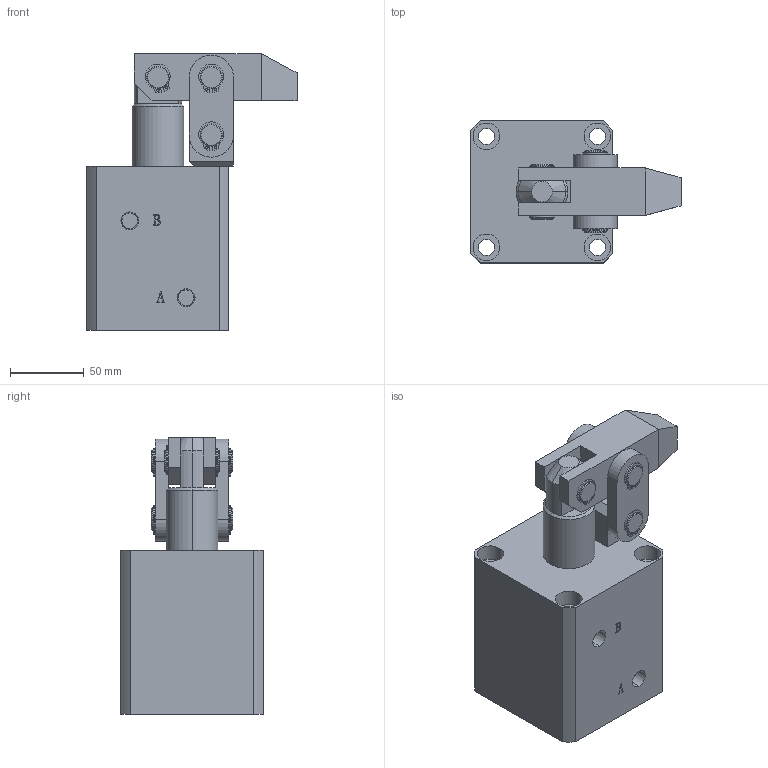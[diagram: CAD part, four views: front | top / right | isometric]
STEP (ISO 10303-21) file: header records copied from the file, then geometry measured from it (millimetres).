
FILE_DESCRIPTION (( 'STEP AP203' ), '1' );
FILE_NAME ('HLC-63.STEP', '2020-08-06T02:11:29', ( '微软用户' ), ( '微软中国' ), 'SwSTEP 2.0', 'SolidWorks 2012', '' );
FILE_SCHEMA (( 'CONFIG_CONTROL_DESIGN' ));
Length unit declared in the file: millimetre
Products named in the file (9): HLC-63; HLC-63盓傅; circlips for shaft--type a large gb_GB_CONNECTING_PIECE_RING_RRA 15; HLC-63酗种; HLC-63揤旋; HLC-63蟀裝; HLC-63活塞杆; HLC-63傻种; HLC-63掛极
Assembly tree (15 placements, depth 2):
  HLC-63
    HLC-63掛极
    HLC-63傻种
    HLC-63活塞杆
    HLC-63蟀裝  x2
    HLC-63揤旋
    HLC-63酗种  x2
    circlips for shaft--type a large gb_GB_CONNECTING_PIECE_RING_RRA 15  x6
    HLC-63盓傅
Bounding box: 142 x 96 x 187 mm (x, y, z)
Volume: 1046966.8 mm3; surface area: 161797.4 mm2
Topology: 15 solids, 15 shells, 442 faces, 1095 edges, 720 vertices
Faces by surface type: plane 191, cylinder 189, bspline 32, cone 24, torus 6
Entity records: 11599 total; most frequent: CARTESIAN_POINT 3317, DIRECTION 1464, ORIENTED_EDGE 1460, EDGE_CURVE 730, AXIS2_PLACEMENT_3D 513, VERTEX_POINT 478, VECTOR 438, LINE 438
